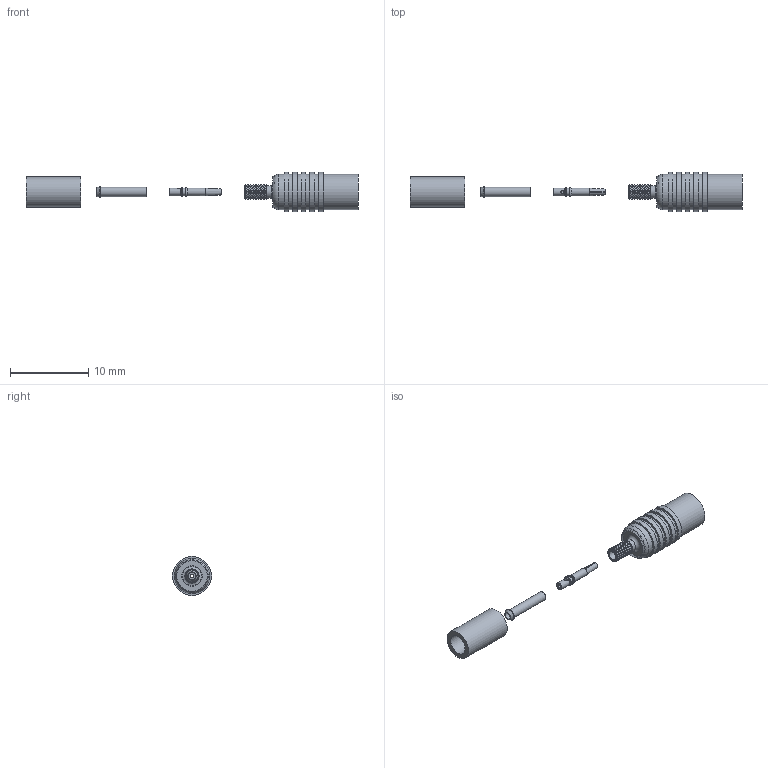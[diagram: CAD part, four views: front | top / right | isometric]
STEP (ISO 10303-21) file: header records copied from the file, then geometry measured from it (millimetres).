
FILE_DESCRIPTION(/* description */ ('Unknown'),/* implementation_level */ '2;1');
FILE_NAME(/* name */ '60626021110420',/* time_stamp */ '2019-04-05T09:29:39+02:00',/* author */ ('Unknown'),/* organization */ ('Unknown'),/* preprocessor_version */ 'ST-DEVELOPER v16.7',/* originating_system */ 'DEX',/* authorisation */ $);
FILE_SCHEMA (('AUTOMOTIVE_DESIGN {1 0 10303 214 3 1 1}'));
Products named in the file (1): 60626021110420
Bounding box: 42.45 x 5 x 5 mm (x, y, z)
Volume: 192.8 mm3; surface area: 732.4 mm2
Topology: 4 solids, 4 shells, 1812 faces, 3718 edges, 1937 vertices
Faces by surface type: bspline 1280, cylinder 396, plane 101, cone 33, torus 2
Full cylindrical faces by diameter (mm): 0.4 x2, 0.9 x1, 0.96 x5, 1.157 x1, 1.18 x1, 1.2 x2, 1.22 x1, 1.38 x1, 1.5 x1, 1.52 x1, 1.6 x1, 1.7 x1, 2.5 x1, 2.6 x1, 2.89 x1, 2.9 x1, 3.45 x1, 3.9 x1, 4.08 x1, 4.5 x6, 5 x5
Entity records: 78301 total; most frequent: CARTESIAN_POINT 42635, ORIENTED_EDGE 7294, EDGE_CURVE 3647, VERTEX_POINT 1917, EDGE_LOOP 1896, FACE_BOUND 1896, ADVANCED_FACE 1812, STYLED_ITEM 1782
